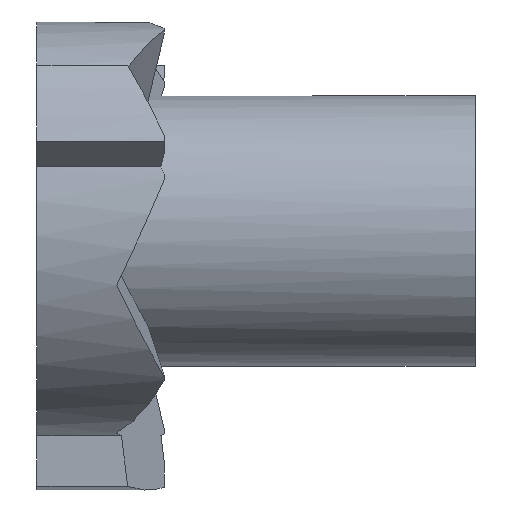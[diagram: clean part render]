
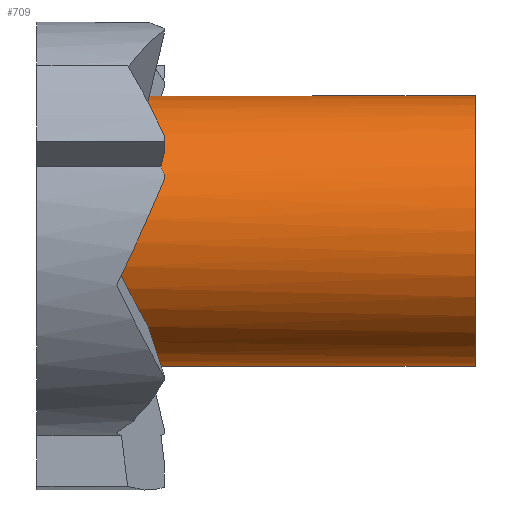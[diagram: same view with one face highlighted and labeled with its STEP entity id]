
A CAD part, left-side view. The second image highlights one B-rep face of the part: STEP entity #709.
In plain terms, the highlighted cylindrical face has radius 3.4 mm (diameter 6.8 mm), a full revolution.
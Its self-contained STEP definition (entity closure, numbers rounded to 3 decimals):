
#13=FACE_BOUND($,#101,.T.);
#24=CIRCLE($,#766,3.4);
#46=CYLINDRICAL_SURFACE($,#765,3.4);
#62=FACE_OUTER_BOUND($,#100,.T.);
#100=EDGE_LOOP($,(#490));
#101=EDGE_LOOP($,(#491,#492,#493,#494,#495,#496,#497,#498,#499,#500,#501,
#502));
#144=ELLIPSE($,#749,3.751,3.4);
#146=ELLIPSE($,#752,3.751,3.4);
#148=ELLIPSE($,#755,3.751,3.4);
#150=ELLIPSE($,#758,3.751,3.4);
#152=ELLIPSE($,#761,3.751,3.4);
#154=ELLIPSE($,#764,3.751,3.4);
#155=ELLIPSE($,#767,3.751,3.4);
#156=ELLIPSE($,#768,3.751,3.4);
#157=ELLIPSE($,#769,3.751,3.4);
#158=ELLIPSE($,#770,3.751,3.4);
#159=ELLIPSE($,#771,3.751,3.4);
#160=ELLIPSE($,#772,3.751,3.4);
#282=VERTEX_POINT($,#1085);
#285=VERTEX_POINT($,#1091);
#287=VERTEX_POINT($,#1096);
#290=VERTEX_POINT($,#1102);
#292=VERTEX_POINT($,#1107);
#295=VERTEX_POINT($,#1113);
#297=VERTEX_POINT($,#1118);
#300=VERTEX_POINT($,#1124);
#302=VERTEX_POINT($,#1129);
#305=VERTEX_POINT($,#1135);
#307=VERTEX_POINT($,#1140);
#310=VERTEX_POINT($,#1146);
#311=VERTEX_POINT($,#1150);
#358=EDGE_CURVE($,#285,#282,#144,.F.);
#363=EDGE_CURVE($,#290,#287,#146,.F.);
#368=EDGE_CURVE($,#295,#292,#148,.F.);
#373=EDGE_CURVE($,#300,#297,#150,.F.);
#378=EDGE_CURVE($,#305,#302,#152,.F.);
#383=EDGE_CURVE($,#310,#307,#154,.F.);
#384=EDGE_CURVE($,#311,#311,#24,.T.);
#385=EDGE_CURVE($,#300,#302,#155,.T.);
#386=EDGE_CURVE($,#305,#307,#156,.T.);
#387=EDGE_CURVE($,#310,#282,#157,.T.);
#388=EDGE_CURVE($,#285,#287,#158,.T.);
#389=EDGE_CURVE($,#290,#292,#159,.T.);
#390=EDGE_CURVE($,#295,#297,#160,.T.);
#490=ORIENTED_EDGE($,*,*,#384,.F.);
#491=ORIENTED_EDGE($,*,*,#373,.F.);
#492=ORIENTED_EDGE($,*,*,#385,.T.);
#493=ORIENTED_EDGE($,*,*,#378,.F.);
#494=ORIENTED_EDGE($,*,*,#386,.T.);
#495=ORIENTED_EDGE($,*,*,#383,.F.);
#496=ORIENTED_EDGE($,*,*,#387,.T.);
#497=ORIENTED_EDGE($,*,*,#358,.F.);
#498=ORIENTED_EDGE($,*,*,#388,.T.);
#499=ORIENTED_EDGE($,*,*,#363,.F.);
#500=ORIENTED_EDGE($,*,*,#389,.T.);
#501=ORIENTED_EDGE($,*,*,#368,.F.);
#502=ORIENTED_EDGE($,*,*,#390,.T.);
#709=ADVANCED_FACE($,(#62,#13),#46,.T.);
#749=AXIS2_PLACEMENT_3D($,#1093,#849,#850);
#752=AXIS2_PLACEMENT_3D($,#1104,#858,#859);
#755=AXIS2_PLACEMENT_3D($,#1115,#867,#868);
#758=AXIS2_PLACEMENT_3D($,#1126,#876,#877);
#761=AXIS2_PLACEMENT_3D($,#1137,#885,#886);
#764=AXIS2_PLACEMENT_3D($,#1148,#894,#895);
#765=AXIS2_PLACEMENT_3D($,#1149,#896,#897);
#766=AXIS2_PLACEMENT_3D($,#1151,#898,#899);
#767=AXIS2_PLACEMENT_3D($,#1152,#900,#901);
#768=AXIS2_PLACEMENT_3D($,#1153,#902,#903);
#769=AXIS2_PLACEMENT_3D($,#1154,#904,#905);
#770=AXIS2_PLACEMENT_3D($,#1155,#906,#907);
#771=AXIS2_PLACEMENT_3D($,#1156,#908,#909);
#772=AXIS2_PLACEMENT_3D($,#1157,#910,#911);
#849=DIRECTION('center_axis',(-0.109,-0.906,0.408));
#850=DIRECTION('ref_axis',(0.235,-0.423,-0.875));
#858=DIRECTION('center_axis',(-0.408,-0.906,0.109));
#859=DIRECTION('ref_axis',(0.875,-0.423,-0.235));
#867=DIRECTION('center_axis',(-0.299,-0.906,-0.299));
#868=DIRECTION('ref_axis',(0.641,-0.423,0.641));
#876=DIRECTION('center_axis',(0.109,-0.906,-0.408));
#877=DIRECTION('ref_axis',(0.235,0.423,-0.875));
#885=DIRECTION('center_axis',(0.408,-0.906,-0.109));
#886=DIRECTION('ref_axis',(0.875,0.423,-0.235));
#894=DIRECTION('center_axis',(0.299,-0.906,0.299));
#895=DIRECTION('ref_axis',(0.641,0.423,0.641));
#896=DIRECTION('center_axis',(0.,1.,0.));
#897=DIRECTION('ref_axis',(1.,0.,0.));
#898=DIRECTION('center_axis',(0.,-1.,0.));
#899=DIRECTION('ref_axis',(1.,0.,0.));
#900=DIRECTION('center_axis',(-0.109,-0.906,0.408));
#901=DIRECTION('ref_axis',(0.235,-0.423,-0.875));
#902=DIRECTION('center_axis',(-0.408,-0.906,0.109));
#903=DIRECTION('ref_axis',(0.875,-0.423,-0.235));
#904=DIRECTION('center_axis',(-0.299,-0.906,-0.299));
#905=DIRECTION('ref_axis',(0.641,-0.423,0.641));
#906=DIRECTION('center_axis',(0.109,-0.906,-0.408));
#907=DIRECTION('ref_axis',(0.235,0.423,-0.875));
#908=DIRECTION('center_axis',(0.408,-0.906,-0.109));
#909=DIRECTION('ref_axis',(0.875,0.423,-0.235));
#910=DIRECTION('center_axis',(0.299,-0.906,0.299));
#911=DIRECTION('ref_axis',(0.641,0.423,0.641));
#1085=CARTESIAN_POINT('',(3.284,8.207,-0.88));
#1091=CARTESIAN_POINT('',(3.284,9.,0.88));
#1093=CARTESIAN_POINT('Origin',(0.,9.,0.));
#1096=CARTESIAN_POINT('',(2.404,8.207,2.404));
#1102=CARTESIAN_POINT('',(0.88,9.,3.284));
#1104=CARTESIAN_POINT('Origin',(0.,9.,0.));
#1107=CARTESIAN_POINT('',(-0.88,8.207,3.284));
#1113=CARTESIAN_POINT('',(-2.404,9.,2.404));
#1115=CARTESIAN_POINT('Origin',(0.,9.,0.));
#1118=CARTESIAN_POINT('',(-3.284,8.207,0.88));
#1124=CARTESIAN_POINT('',(-3.284,9.,-0.88));
#1126=CARTESIAN_POINT('Origin',(0.,9.,0.));
#1129=CARTESIAN_POINT('',(-2.404,8.207,-2.404));
#1135=CARTESIAN_POINT('',(-0.88,9.,-3.284));
#1137=CARTESIAN_POINT('Origin',(0.,9.,0.));
#1140=CARTESIAN_POINT('',(0.88,8.207,-3.284));
#1146=CARTESIAN_POINT('',(2.404,9.,-2.404));
#1148=CARTESIAN_POINT('Origin',(0.,9.,0.));
#1149=CARTESIAN_POINT('Origin',(0.,0.,0.));
#1150=CARTESIAN_POINT('',(-3.4,0.,0.));
#1151=CARTESIAN_POINT('Origin',(0.,0.,0.));
#1152=CARTESIAN_POINT('Origin',(0.,9.,0.));
#1153=CARTESIAN_POINT('Origin',(0.,9.,0.));
#1154=CARTESIAN_POINT('Origin',(0.,9.,0.));
#1155=CARTESIAN_POINT('Origin',(0.,9.,0.));
#1156=CARTESIAN_POINT('Origin',(0.,9.,0.));
#1157=CARTESIAN_POINT('Origin',(0.,9.,0.));
